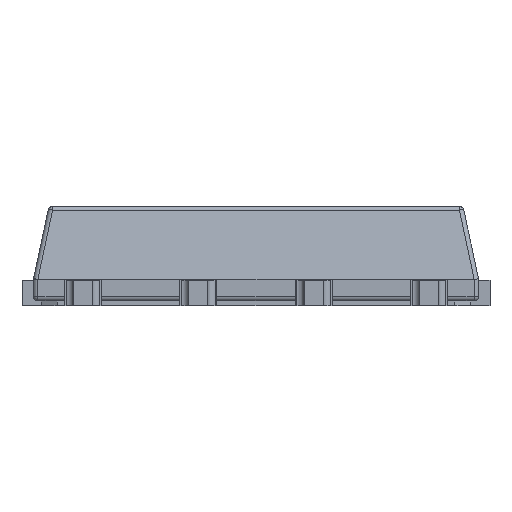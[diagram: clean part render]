
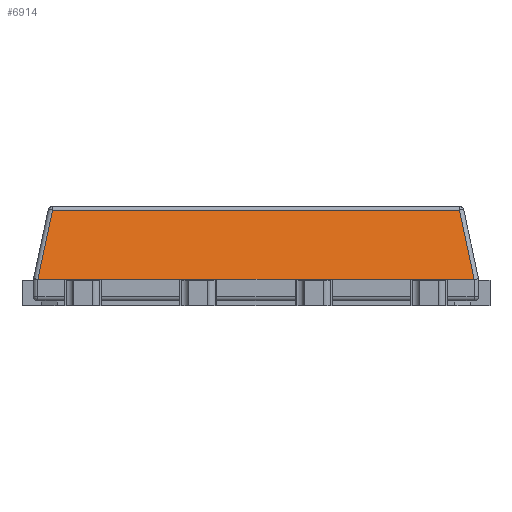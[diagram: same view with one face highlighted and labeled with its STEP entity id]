
A CAD part, left-side view. The second image highlights one B-rep face of the part: STEP entity #6914.
In plain terms, the highlighted planar face has unit normal (-0.978, 0, 0.208).
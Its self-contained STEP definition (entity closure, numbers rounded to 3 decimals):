
#16=ELLIPSE('',#7268,0.24,0.05);
#17=ELLIPSE('',#7278,0.24,0.05);
#406=FACE_OUTER_BOUND('',#779,.T.);
#779=EDGE_LOOP('',(#5438,#5439,#5440,#5441,#5442,#5443));
#1407=LINE('',#10278,#2276);
#1463=LINE('',#10487,#2332);
#1465=LINE('',#10490,#2334);
#1468=LINE('',#10498,#2337);
#2276=VECTOR('',#8373,4.8);
#2332=VECTOR('',#8583,0.794);
#2334=VECTOR('',#8587,4.479);
#2337=VECTOR('',#8598,0.794);
#2983=VERTEX_POINT('',#10275);
#2984=VERTEX_POINT('',#10277);
#3039=VERTEX_POINT('',#10412);
#3046=VERTEX_POINT('',#10434);
#3052=VERTEX_POINT('',#10450);
#3053=VERTEX_POINT('',#10454);
#3781=EDGE_CURVE('',#2984,#2983,#1407,.T.);
#3849=EDGE_CURVE('',#3039,#2983,#16,.T.);
#3859=EDGE_CURVE('',#2984,#3046,#17,.T.);
#3886=EDGE_CURVE('',#3046,#3053,#1463,.T.);
#3888=EDGE_CURVE('',#3053,#3052,#1465,.T.);
#3893=EDGE_CURVE('',#3052,#3039,#1468,.T.);
#5438=ORIENTED_EDGE('',*,*,#3859,.F.);
#5439=ORIENTED_EDGE('',*,*,#3781,.T.);
#5440=ORIENTED_EDGE('',*,*,#3849,.F.);
#5441=ORIENTED_EDGE('',*,*,#3893,.F.);
#5442=ORIENTED_EDGE('',*,*,#3888,.F.);
#5443=ORIENTED_EDGE('',*,*,#3886,.F.);
#6342=PLANE('',#7325);
#6914=ADVANCED_FACE('',(#406),#6342,.T.);
#7268=AXIS2_PLACEMENT_3D('',#10414,#8491,#8492);
#7278=AXIS2_PLACEMENT_3D('',#10435,#8515,#8516);
#7325=AXIS2_PLACEMENT_3D('',#10539,#8639,#8640);
#8373=DIRECTION('',(0.,-1.,0.));
#8491=DIRECTION('center_axis',(0.978,0.,-0.208));
#8492=DIRECTION('ref_axis',(-0.208,0.,-0.978));
#8515=DIRECTION('center_axis',(0.978,0.,-0.208));
#8516=DIRECTION('ref_axis',(-0.208,0.,-0.978));
#8583=DIRECTION('',(0.204,-0.204,0.958));
#8587=DIRECTION('',(0.,-1.,0.));
#8598=DIRECTION('',(-0.204,-0.204,-0.958));
#8639=DIRECTION('center_axis',(-0.978,0.,0.208));
#8640=DIRECTION('ref_axis',(0.208,0.,0.978));
#10275=CARTESIAN_POINT('',(-2.945,-2.4,0.29));
#10277=CARTESIAN_POINT('',(-2.945,2.4,0.29));
#10278=CARTESIAN_POINT('',(-2.945,1.225,0.29));
#10412=CARTESIAN_POINT('',(-2.945,-2.401,0.29));
#10414=CARTESIAN_POINT('Origin',(-2.895,-2.4,0.525));
#10434=CARTESIAN_POINT('',(-2.945,2.401,0.29));
#10435=CARTESIAN_POINT('Origin',(-2.895,2.4,0.525));
#10450=CARTESIAN_POINT('',(-2.783,-2.239,1.05));
#10454=CARTESIAN_POINT('',(-2.783,2.239,1.05));
#10487=CARTESIAN_POINT('',(-2.749,2.205,1.214));
#10490=CARTESIAN_POINT('',(-2.783,0.612,1.05));
#10498=CARTESIAN_POINT('',(-2.759,-2.215,1.166));
#10539=CARTESIAN_POINT('Origin',(-2.86,1.225,0.69));
